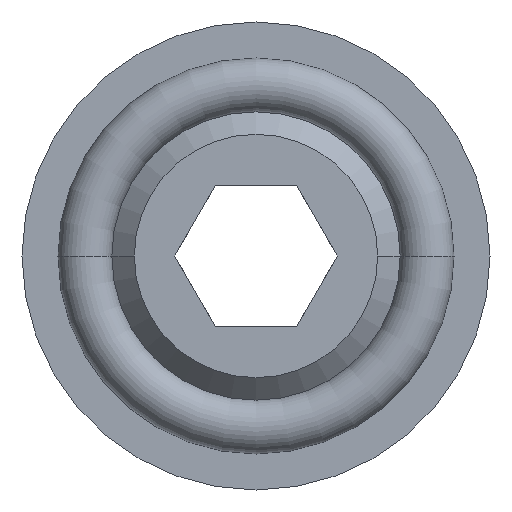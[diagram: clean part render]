
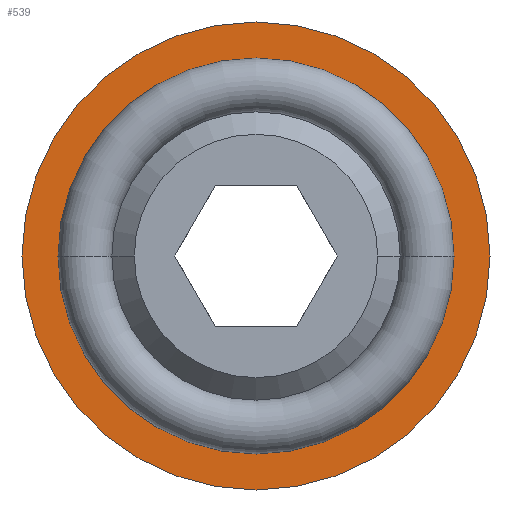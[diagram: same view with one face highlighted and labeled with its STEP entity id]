
A CAD part, front view. The second image highlights one B-rep face of the part: STEP entity #539.
In plain terms, the highlighted planar face has unit normal (0, -1, 0).
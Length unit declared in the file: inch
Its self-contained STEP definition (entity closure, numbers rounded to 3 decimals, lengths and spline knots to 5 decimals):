
#112=CARTESIAN_POINT('',(0.,-0.125,0.));
#113=DIRECTION('',(0.,-1.,0.));
#114=DIRECTION('',(1.,0.,0.));
#115=AXIS2_PLACEMENT_3D('',#112,#113,#114);
#117=CARTESIAN_POINT('',(0.,-0.125,0.));
#118=DIRECTION('',(0.,-1.,0.));
#119=DIRECTION('',(-1.,0.,0.));
#120=AXIS2_PLACEMENT_3D('',#117,#118,#119);
#122=CARTESIAN_POINT('',(0.,-0.125,0.));
#123=DIRECTION('',(0.,-1.,0.));
#124=DIRECTION('',(1.,0.,0.));
#125=AXIS2_PLACEMENT_3D('',#122,#123,#124);
#135=CARTESIAN_POINT('',(0.,-0.125,0.));
#136=DIRECTION('',(0.,1.,0.));
#137=DIRECTION('',(1.,0.,0.));
#138=AXIS2_PLACEMENT_3D('',#135,#136,#137);
#446=CARTESIAN_POINT('',(0.3125,-0.125,0.));
#448=VERTEX_POINT('',#446);
#458=CARTESIAN_POINT('',(-0.3125,-0.125,0.));
#460=VERTEX_POINT('',#458);
#486=CARTESIAN_POINT('',(0.2285,-0.125,0.));
#487=CARTESIAN_POINT('',(-0.2285,-0.125,0.));
#488=VERTEX_POINT('',#486);
#489=VERTEX_POINT('',#487);
#522=CARTESIAN_POINT('',(0.,-0.125,0.));
#523=DIRECTION('',(0.,-1.,0.));
#524=DIRECTION('',(-1.,0.,0.));
#525=AXIS2_PLACEMENT_3D('',#522,#523,#524);
#526=PLANE('',#525);
#528=ORIENTED_EDGE('',*,*,#527,.F.);
#530=ORIENTED_EDGE('',*,*,#529,.T.);
#531=EDGE_LOOP('',(#528,#530));
#532=FACE_OUTER_BOUND('',#531,.F.);
#534=ORIENTED_EDGE('',*,*,#533,.T.);
#536=ORIENTED_EDGE('',*,*,#535,.T.);
#537=EDGE_LOOP('',(#534,#536));
#538=FACE_BOUND('',#537,.F.);
#539=ADVANCED_FACE('',(#532,#538),#526,.T.);
#116=CIRCLE('',#115,0.2285);
#121=CIRCLE('',#120,0.2285);
#126=CIRCLE('',#125,0.3125);
#139=CIRCLE('',#138,0.3125);
#527=EDGE_CURVE('',#448,#460,#126,.T.);
#529=EDGE_CURVE('',#448,#460,#139,.T.);
#533=EDGE_CURVE('',#488,#489,#116,.T.);
#535=EDGE_CURVE('',#489,#488,#121,.T.);
